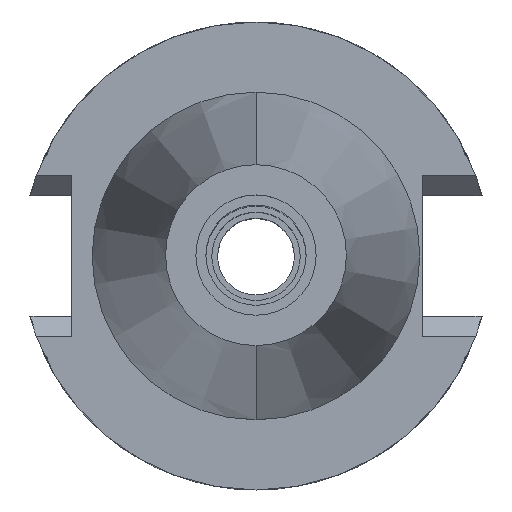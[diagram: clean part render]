
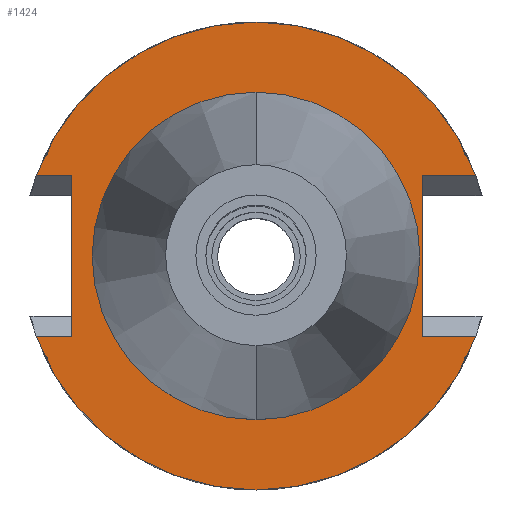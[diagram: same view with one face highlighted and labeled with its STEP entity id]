
A CAD part, top view. The second image highlights one B-rep face of the part: STEP entity #1424.
In plain terms, the highlighted planar face has unit normal (0, 0, 1).
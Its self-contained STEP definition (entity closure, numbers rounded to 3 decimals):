
#21 = CARTESIAN_POINT ( 'NONE',  ( 22.57, 10.89, -1. ) ) ;
#22 = VECTOR ( 'NONE', #328, 1000. ) ;
#59 = VERTEX_POINT ( 'NONE', #2170 ) ;
#92 = VECTOR ( 'NONE', #3178, 1000. ) ;
#163 = VERTEX_POINT ( 'NONE', #536 ) ;
#165 = CARTESIAN_POINT ( 'NONE',  ( -24.98, -10.89, -1. ) ) ;
#259 = CARTESIAN_POINT ( 'NONE',  ( 29.824, -10.89, -1. ) ) ;
#303 = CARTESIAN_POINT ( 'NONE',  ( 22.57, -10.89, -1. ) ) ;
#328 = DIRECTION ( 'NONE',  ( 0., -1., 0. ) ) ;
#380 = CIRCLE ( 'NONE', #2000, 31.75 ) ;
#394 = ORIENTED_EDGE ( 'NONE', *, *, #3338, .F. ) ;
#443 = VERTEX_POINT ( 'NONE', #259 ) ;
#465 = VERTEX_POINT ( 'NONE', #2123 ) ;
#536 = CARTESIAN_POINT ( 'NONE',  ( 0., -22.225, -1. ) ) ;
#548 = CARTESIAN_POINT ( 'NONE',  ( -24.98, -10.89, -1. ) ) ;
#657 = EDGE_CURVE ( 'NONE', #59, #2472, #1321, .T. ) ;
#674 = PLANE ( 'NONE',  #2545 ) ;
#799 = AXIS2_PLACEMENT_3D ( 'NONE', #2630, #1876, #1607 ) ;
#835 = DIRECTION ( 'NONE',  ( 0., -1., 0. ) ) ;
#853 = DIRECTION ( 'NONE',  ( 0., 0., -1. ) ) ;
#923 = ORIENTED_EDGE ( 'NONE', *, *, #2354, .T. ) ;
#982 = CARTESIAN_POINT ( 'NONE',  ( 0., 22.225, -1. ) ) ;
#1011 = CARTESIAN_POINT ( 'NONE',  ( -24.98, 10.89, -1. ) ) ;
#1027 = EDGE_CURVE ( 'NONE', #3061, #2472, #3013, .T. ) ;
#1029 = DIRECTION ( 'NONE',  ( -1., 0., 0. ) ) ;
#1049 = ORIENTED_EDGE ( 'NONE', *, *, #1445, .T. ) ;
#1059 = CARTESIAN_POINT ( 'NONE',  ( 22.57, 10.89, -1. ) ) ;
#1060 = CIRCLE ( 'NONE', #799, 22.225 ) ;
#1064 = DIRECTION ( 'NONE',  ( 1., 0., 0. ) ) ;
#1105 = ORIENTED_EDGE ( 'NONE', *, *, #1027, .F. ) ;
#1106 = LINE ( 'NONE', #1059, #22 ) ;
#1174 = VERTEX_POINT ( 'NONE', #548 ) ;
#1176 = DIRECTION ( 'NONE',  ( 0., -1., 0. ) ) ;
#1228 = ORIENTED_EDGE ( 'NONE', *, *, #2149, .F. ) ;
#1240 = EDGE_LOOP ( 'NONE', ( #1569, #1105, #1282, #923, #1049, #394, #1228, #2279 ) ) ;
#1248 = EDGE_CURVE ( 'NONE', #59, #1694, #1106, .T. ) ;
#1282 = ORIENTED_EDGE ( 'NONE', *, *, #3047, .F. ) ;
#1314 = DIRECTION ( 'NONE',  ( 0., -1., 0. ) ) ;
#1321 = LINE ( 'NONE', #21, #3081 ) ;
#1404 = AXIS2_PLACEMENT_3D ( 'NONE', #2664, #2356, #1314 ) ;
#1424 = ADVANCED_FACE ( 'NONE', ( #1685, #3222 ), #674, .F. ) ;
#1437 = DIRECTION ( 'NONE',  ( 0., 0., -1. ) ) ;
#1445 = EDGE_CURVE ( 'NONE', #1174, #2480, #1949, .T. ) ;
#1462 = CARTESIAN_POINT ( 'NONE',  ( 29.824, 10.89, -1. ) ) ;
#1569 = ORIENTED_EDGE ( 'NONE', *, *, #657, .T. ) ;
#1607 = DIRECTION ( 'NONE',  ( 0., 1., 0. ) ) ;
#1685 = FACE_OUTER_BOUND ( 'NONE', #1240, .T. ) ;
#1694 = VERTEX_POINT ( 'NONE', #303 ) ;
#1713 = EDGE_CURVE ( 'NONE', #2684, #163, #1060, .T. ) ;
#1765 = CARTESIAN_POINT ( 'NONE',  ( -29.824, 10.89, -1. ) ) ;
#1876 = DIRECTION ( 'NONE',  ( 0., 0., 1. ) ) ;
#1888 = VECTOR ( 'NONE', #3269, 1000. ) ;
#1900 = ORIENTED_EDGE ( 'NONE', *, *, #3356, .F. ) ;
#1949 = LINE ( 'NONE', #165, #2268 ) ;
#2000 = AXIS2_PLACEMENT_3D ( 'NONE', #2134, #853, #835 ) ;
#2123 = CARTESIAN_POINT ( 'NONE',  ( -24.98, 10.89, -1. ) ) ;
#2134 = CARTESIAN_POINT ( 'NONE',  ( 0., 0., -1. ) ) ;
#2149 = EDGE_CURVE ( 'NONE', #1694, #443, #2739, .T. ) ;
#2170 = CARTESIAN_POINT ( 'NONE',  ( 22.57, 10.89, -1. ) ) ;
#2177 = DIRECTION ( 'NONE',  ( -1., 0., 0. ) ) ;
#2207 = CARTESIAN_POINT ( 'NONE',  ( 0., 0., -1. ) ) ;
#2268 = VECTOR ( 'NONE', #2177, 1000. ) ;
#2278 = CIRCLE ( 'NONE', #1404, 22.225 ) ;
#2279 = ORIENTED_EDGE ( 'NONE', *, *, #1248, .F. ) ;
#2298 = DIRECTION ( 'NONE',  ( 0., 0., -1. ) ) ;
#2349 = CARTESIAN_POINT ( 'NONE',  ( -24.98, 10.89, -1. ) ) ;
#2354 = EDGE_CURVE ( 'NONE', #465, #1174, #2951, .T. ) ;
#2356 = DIRECTION ( 'NONE',  ( 0., 0., 1. ) ) ;
#2459 = CARTESIAN_POINT ( 'NONE',  ( -29.824, -10.89, -1. ) ) ;
#2472 = VERTEX_POINT ( 'NONE', #1462 ) ;
#2480 = VERTEX_POINT ( 'NONE', #2459 ) ;
#2533 = CARTESIAN_POINT ( 'NONE',  ( 22.57, -10.89, -1. ) ) ;
#2545 = AXIS2_PLACEMENT_3D ( 'NONE', #2207, #1437, #1176 ) ;
#2630 = CARTESIAN_POINT ( 'NONE',  ( 0., 0., -1. ) ) ;
#2664 = CARTESIAN_POINT ( 'NONE',  ( 0., 0., -1. ) ) ;
#2684 = VERTEX_POINT ( 'NONE', #982 ) ;
#2739 = LINE ( 'NONE', #2533, #1888 ) ;
#2747 = AXIS2_PLACEMENT_3D ( 'NONE', #2832, #2298, #2851 ) ;
#2832 = CARTESIAN_POINT ( 'NONE',  ( 0., 0., -1. ) ) ;
#2851 = DIRECTION ( 'NONE',  ( 0., 1., 0. ) ) ;
#2951 = LINE ( 'NONE', #2349, #92 ) ;
#3007 = LINE ( 'NONE', #1011, #3360 ) ;
#3013 = CIRCLE ( 'NONE', #2747, 31.75 ) ;
#3047 = EDGE_CURVE ( 'NONE', #465, #3061, #3007, .T. ) ;
#3061 = VERTEX_POINT ( 'NONE', #1765 ) ;
#3081 = VECTOR ( 'NONE', #1064, 1000. ) ;
#3132 = ORIENTED_EDGE ( 'NONE', *, *, #1713, .F. ) ;
#3178 = DIRECTION ( 'NONE',  ( 0., -1., 0. ) ) ;
#3215 = EDGE_LOOP ( 'NONE', ( #3132, #1900 ) ) ;
#3222 = FACE_BOUND ( 'NONE', #3215, .T. ) ;
#3269 = DIRECTION ( 'NONE',  ( 1., 0., 0. ) ) ;
#3338 = EDGE_CURVE ( 'NONE', #443, #2480, #380, .T. ) ;
#3356 = EDGE_CURVE ( 'NONE', #163, #2684, #2278, .T. ) ;
#3360 = VECTOR ( 'NONE', #1029, 1000. ) ;
